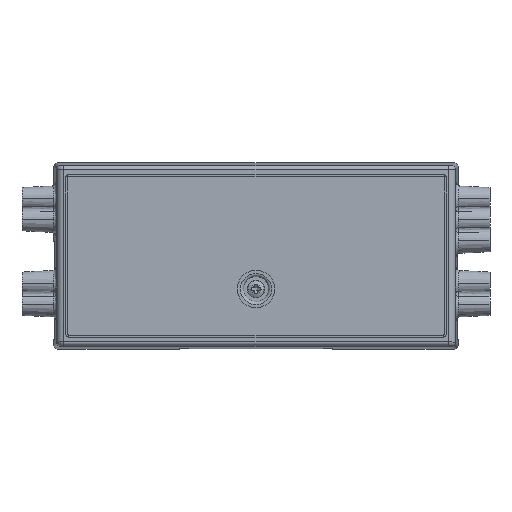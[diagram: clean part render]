
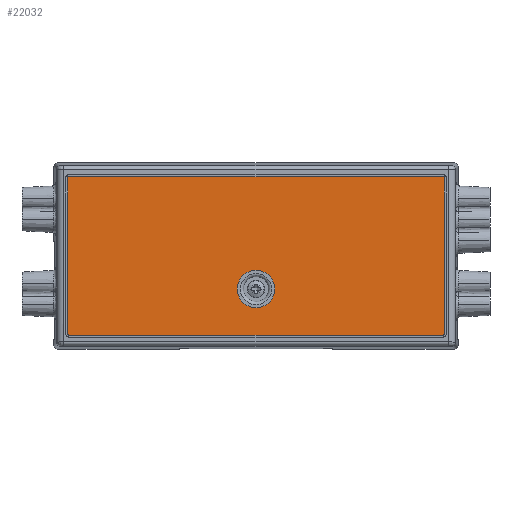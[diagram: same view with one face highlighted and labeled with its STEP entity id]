
A CAD part, top view. The second image highlights one B-rep face of the part: STEP entity #22032.
In plain terms, the highlighted planar face has unit normal (0, 0, 1).
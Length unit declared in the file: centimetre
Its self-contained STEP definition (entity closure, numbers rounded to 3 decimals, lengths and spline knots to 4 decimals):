
#21711=CARTESIAN_POINT('',(6.04,2.5,1.77));
#21712=VERTEX_POINT('',#21711);
#21713=CARTESIAN_POINT('',(6.04,-2.5,1.77));
#21714=VERTEX_POINT('',#21713);
#21715=CARTESIAN_POINT('',(6.04,12342.5,1.77));
#21716=DIRECTION('',(-0.,-1.,0.));
#21717=VECTOR('',#21716,24690.);
#21718=LINE('',#21715,#21717);
#21719=EDGE_CURVE('',#21712,#21714,#21718,.T.);
#21751=CARTESIAN_POINT('',(6.,-2.54,1.77));
#21752=VERTEX_POINT('',#21751);
#21753=CARTESIAN_POINT('',(6.,-2.5,1.77));
#21754=DIRECTION('',(0.,-0.,-1.));
#21755=DIRECTION('',(1.,0.,0.));
#21756=AXIS2_PLACEMENT_3D('',#21753,#21754,#21755);
#21757=CIRCLE('',#21756,0.04);
#21758=EDGE_CURVE('',#21714,#21752,#21757,.T.);
#21784=CARTESIAN_POINT('',(-6.,-2.54,1.77));
#21785=VERTEX_POINT('',#21784);
#21786=CARTESIAN_POINT('',(12339.,-2.54,1.77));
#21787=DIRECTION('',(-1.,0.,0.));
#21788=VECTOR('',#21787,24690.);
#21789=LINE('',#21786,#21788);
#21790=EDGE_CURVE('',#21752,#21785,#21789,.T.);
#21815=CARTESIAN_POINT('',(-6.04,-2.5,1.77));
#21816=VERTEX_POINT('',#21815);
#21817=CARTESIAN_POINT('',(-6.,-2.5,1.77));
#21818=DIRECTION('',(0.,-0.,-1.));
#21819=DIRECTION('',(1.,0.,0.));
#21820=AXIS2_PLACEMENT_3D('',#21817,#21818,#21819);
#21821=CIRCLE('',#21820,0.04);
#21822=EDGE_CURVE('',#21785,#21816,#21821,.T.);
#21848=CARTESIAN_POINT('',(-6.04,2.5,1.77));
#21849=VERTEX_POINT('',#21848);
#21850=CARTESIAN_POINT('',(-6.04,-12342.5,1.77));
#21851=DIRECTION('',(0.,1.,0.));
#21852=VECTOR('',#21851,24690.);
#21853=LINE('',#21850,#21852);
#21854=EDGE_CURVE('',#21816,#21849,#21853,.T.);
#21879=CARTESIAN_POINT('',(-6.,2.54,1.77));
#21880=VERTEX_POINT('',#21879);
#21881=CARTESIAN_POINT('',(-6.,2.5,1.77));
#21882=DIRECTION('',(0.,-0.,-1.));
#21883=DIRECTION('',(1.,0.,0.));
#21884=AXIS2_PLACEMENT_3D('',#21881,#21882,#21883);
#21885=CIRCLE('',#21884,0.04);
#21886=EDGE_CURVE('',#21849,#21880,#21885,.T.);
#21912=CARTESIAN_POINT('',(6.,2.54,1.77));
#21913=VERTEX_POINT('',#21912);
#21914=CARTESIAN_POINT('',(-12339.,2.54,1.77));
#21915=DIRECTION('',(1.,-0.,0.));
#21916=VECTOR('',#21915,24690.);
#21917=LINE('',#21914,#21916);
#21918=EDGE_CURVE('',#21880,#21913,#21917,.T.);
#21943=CARTESIAN_POINT('',(6.,2.5,1.77));
#21944=DIRECTION('',(0.,-0.,-1.));
#21945=DIRECTION('',(1.,0.,0.));
#21946=AXIS2_PLACEMENT_3D('',#21943,#21944,#21945);
#21947=CIRCLE('',#21946,0.04);
#21948=EDGE_CURVE('',#21913,#21712,#21947,.T.);
#21967=CARTESIAN_POINT('',(-0.54,-1.0616,1.77));
#21968=VERTEX_POINT('',#21967);
#21977=CARTESIAN_POINT('',(0.54,-1.0616,1.77));
#21978=VERTEX_POINT('',#21977);
#21979=CARTESIAN_POINT('',(-0.,-1.0616,1.77));
#21980=DIRECTION('',(-0.,0.,1.));
#21981=DIRECTION('',(1.,0.,0.));
#21982=AXIS2_PLACEMENT_3D('',#21979,#21980,#21981);
#21983=CIRCLE('',#21982,0.54);
#21984=EDGE_CURVE('',#21968,#21978,#21983,.T.);
#21986=CARTESIAN_POINT('',(-0.,-1.0616,1.77));
#21987=DIRECTION('',(-0.,0.,1.));
#21988=DIRECTION('',(1.,0.,0.));
#21989=AXIS2_PLACEMENT_3D('',#21986,#21987,#21988);
#21990=CIRCLE('',#21989,0.54);
#21991=EDGE_CURVE('',#21978,#21968,#21990,.T.);
#22013=CARTESIAN_POINT('',(-0.,0.,1.77));
#22014=DIRECTION('',(0.,0.,1.));
#22015=DIRECTION('',(1.,0.,0.));
#22016=AXIS2_PLACEMENT_3D('',#22013,#22014,#22015);
#22017=PLANE('',#22016);
#22018=ORIENTED_EDGE('',*,*,#21984,.F.);
#22019=ORIENTED_EDGE('',*,*,#21991,.F.);
#22020=EDGE_LOOP('',(#22018,#22019));
#22021=FACE_BOUND('',#22020,.T.);
#22022=ORIENTED_EDGE('',*,*,#21719,.F.);
#22023=ORIENTED_EDGE('',*,*,#21948,.F.);
#22024=ORIENTED_EDGE('',*,*,#21918,.F.);
#22025=ORIENTED_EDGE('',*,*,#21886,.F.);
#22026=ORIENTED_EDGE('',*,*,#21854,.F.);
#22027=ORIENTED_EDGE('',*,*,#21822,.F.);
#22028=ORIENTED_EDGE('',*,*,#21790,.F.);
#22029=ORIENTED_EDGE('',*,*,#21758,.F.);
#22030=EDGE_LOOP('',(#22022,#22023,#22024,#22025,#22026,#22027,#22028,#22029));
#22031=FACE_BOUND('',#22030,.T.);
#22032=ADVANCED_FACE('',(#22021,#22031),#22017,.T.);
